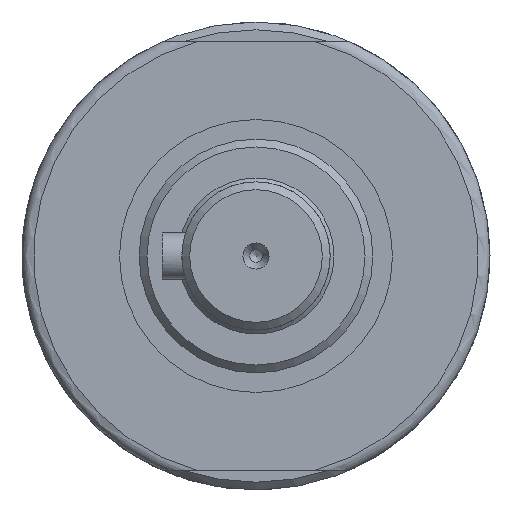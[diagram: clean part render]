
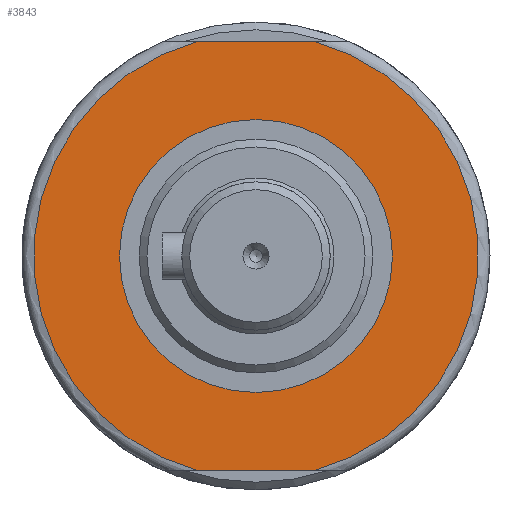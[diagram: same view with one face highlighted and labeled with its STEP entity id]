
A CAD part, left-side view. The second image highlights one B-rep face of the part: STEP entity #3843.
In plain terms, the highlighted planar face has unit normal (-1, 0, 0).
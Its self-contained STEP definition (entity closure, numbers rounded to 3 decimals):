
#1297=CARTESIAN_POINT('',(44.,-7.483,-27.5));
#1298=VERTEX_POINT('',#1297);
#1316=CARTESIAN_POINT('',(44.,7.483,-27.5));
#1317=VERTEX_POINT('',#1316);
#1318=CARTESIAN_POINT('',(44.,7.483,-27.5));
#1319=DIRECTION('',(0.0,-1.0,0.0));
#1320=VECTOR('',#1319,14.967);
#1321=LINE('',#1318,#1320);
#1322=EDGE_CURVE('',#1317,#1298,#1321,.T.);
#1421=CARTESIAN_POINT('',(44.,7.483,27.5));
#1422=VERTEX_POINT('',#1421);
#1436=CARTESIAN_POINT('',(44.,-7.483,27.5));
#1437=VERTEX_POINT('',#1436);
#1438=CARTESIAN_POINT('',(44.,-7.483,27.5));
#1439=DIRECTION('',(0.0,1.0,0.0));
#1440=VECTOR('',#1439,14.967);
#1441=LINE('',#1438,#1440);
#1442=EDGE_CURVE('',#1437,#1422,#1441,.T.);
#1532=CARTESIAN_POINT('',(44.,0.,0.0));
#1533=DIRECTION('',(1.0,0.0,0.0));
#1534=DIRECTION('',(0.0,1.0,0.0));
#1535=AXIS2_PLACEMENT_3D('',#1532,#1533,#1534);
#1536=CIRCLE('',#1535,28.5);
#1537=EDGE_CURVE('',#1317,#1422,#1536,.T.);
#3808=CARTESIAN_POINT('',(44.,17.5,0.0));
#3809=VERTEX_POINT('',#3808);
#3810=CARTESIAN_POINT('',(44.,0.,0.0));
#3811=DIRECTION('',(1.0,0.0,0.0));
#3812=DIRECTION('',(0.0,1.0,0.0));
#3813=AXIS2_PLACEMENT_3D('',#3810,#3811,#3812);
#3814=CIRCLE('',#3813,17.5);
#3815=EDGE_CURVE('',#3809,#3809,#3814,.T.);
#3823=CARTESIAN_POINT('',(44.,23.,0.0));
#3824=DIRECTION('',(-1.0,0.0,0.0));
#3825=DIRECTION('',(0.0,0.0,1.0));
#3826=AXIS2_PLACEMENT_3D('',#3823,#3824,#3825);
#3827=PLANE('',#3826);
#3828=ORIENTED_EDGE('',*,*,#1322,.T.);
#3829=CARTESIAN_POINT('',(44.,0.,0.0));
#3830=DIRECTION('',(1.0,0.0,0.0));
#3831=DIRECTION('',(0.0,1.0,0.0));
#3832=AXIS2_PLACEMENT_3D('',#3829,#3830,#3831);
#3833=CIRCLE('',#3832,28.5);
#3834=EDGE_CURVE('',#1437,#1298,#3833,.T.);
#3835=ORIENTED_EDGE('',*,*,#3834,.F.);
#3836=ORIENTED_EDGE('',*,*,#1442,.T.);
#3837=ORIENTED_EDGE('',*,*,#1537,.F.);
#3838=EDGE_LOOP('',(#3828,#3835,#3836,#3837));
#3839=FACE_OUTER_BOUND('',#3838,.T.);
#3840=ORIENTED_EDGE('',*,*,#3815,.T.);
#3841=EDGE_LOOP('',(#3840));
#3842=FACE_BOUND('',#3841,.T.);
#3843=ADVANCED_FACE('',(#3839,#3842),#3827,.T.);
